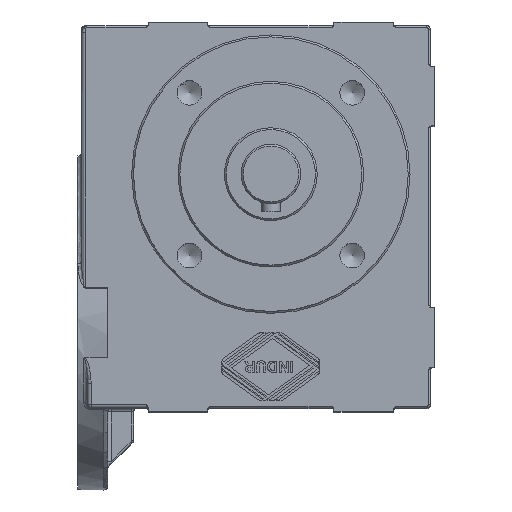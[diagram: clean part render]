
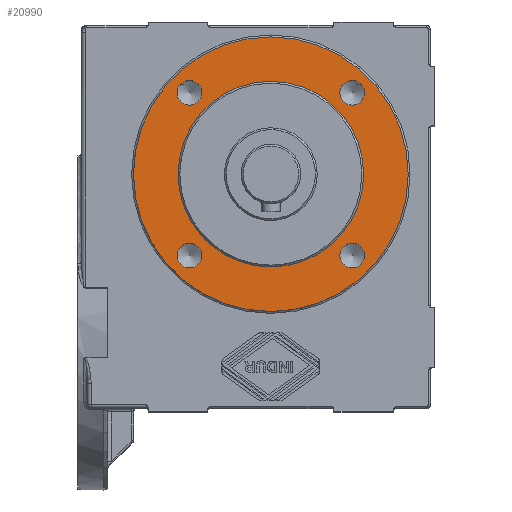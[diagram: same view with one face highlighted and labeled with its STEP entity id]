
A CAD part, top view. The second image highlights one B-rep face of the part: STEP entity #20990.
In plain terms, the highlighted planar face has unit normal (0, 0, 1).
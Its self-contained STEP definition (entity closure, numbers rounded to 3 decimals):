
#5614=CARTESIAN_POINT('',(52.0,3.,46.0));
#5615=VERTEX_POINT('',#5614);
#5616=CARTESIAN_POINT('',(52.0,40.,46.));
#5617=DIRECTION('',(0.0,0.0,1.0));
#5618=DIRECTION('',(0.0,-1.0,0.0));
#5619=AXIS2_PLACEMENT_3D('',#5616,#5617,#5618);
#5620=CIRCLE('',#5619,37.);
#5621=EDGE_CURVE('',#5615,#5615,#5620,.T.);
#11076=CARTESIAN_POINT('',(52.0,15.,46.));
#11077=VERTEX_POINT('',#11076);
#11078=CARTESIAN_POINT('',(52.0,40.,46.));
#11079=DIRECTION('',(0.0,0.0,1.0));
#11080=DIRECTION('',(0.0,-1.0,0.0));
#11081=AXIS2_PLACEMENT_3D('',#11078,#11079,#11080);
#11082=CIRCLE('',#11081,25.);
#11083=EDGE_CURVE('',#11077,#11077,#11082,.T.);
#20525=CARTESIAN_POINT('',(70.597,18.08,46.));
#20526=VERTEX_POINT('',#20525);
#20527=CARTESIAN_POINT('',(73.92,18.08,46.));
#20528=DIRECTION('',(0.0,0.0,-1.0));
#20529=DIRECTION('',(-1.0,0.0,0.0));
#20530=AXIS2_PLACEMENT_3D('',#20527,#20528,#20529);
#20531=CIRCLE('',#20530,3.324);
#20532=EDGE_CURVE('',#20526,#20526,#20531,.T.);
#20562=CARTESIAN_POINT('',(26.756,61.92,46.));
#20563=VERTEX_POINT('',#20562);
#20564=CARTESIAN_POINT('',(30.08,61.92,46.0));
#20565=DIRECTION('',(0.0,0.0,-1.0));
#20566=DIRECTION('',(-1.0,0.0,0.0));
#20567=AXIS2_PLACEMENT_3D('',#20564,#20565,#20566);
#20568=CIRCLE('',#20567,3.324);
#20569=EDGE_CURVE('',#20563,#20563,#20568,.T.);
#20599=CARTESIAN_POINT('',(26.756,18.08,46.));
#20600=VERTEX_POINT('',#20599);
#20601=CARTESIAN_POINT('',(30.08,18.08,46.));
#20602=DIRECTION('',(0.0,0.0,-1.0));
#20603=DIRECTION('',(-1.0,0.0,0.0));
#20604=AXIS2_PLACEMENT_3D('',#20601,#20602,#20603);
#20605=CIRCLE('',#20604,3.324);
#20606=EDGE_CURVE('',#20600,#20600,#20605,.T.);
#20636=CARTESIAN_POINT('',(70.597,61.92,46.));
#20637=VERTEX_POINT('',#20636);
#20638=CARTESIAN_POINT('',(73.92,61.92,46.0));
#20639=DIRECTION('',(0.0,0.0,-1.0));
#20640=DIRECTION('',(-1.0,0.0,0.0));
#20641=AXIS2_PLACEMENT_3D('',#20638,#20639,#20640);
#20642=CIRCLE('',#20641,3.324);
#20643=EDGE_CURVE('',#20637,#20637,#20642,.T.);
#20967=CARTESIAN_POINT('',(52.0,9.,46.));
#20968=DIRECTION('',(0.0,0.0,1.0));
#20969=DIRECTION('',(1.0,0.0,0.0));
#20970=AXIS2_PLACEMENT_3D('',#20967,#20968,#20969);
#20971=PLANE('',#20970);
#20972=ORIENTED_EDGE('',*,*,#5621,.T.);
#20973=EDGE_LOOP('',(#20972));
#20974=FACE_OUTER_BOUND('',#20973,.T.);
#20975=ORIENTED_EDGE('',*,*,#20532,.T.);
#20976=EDGE_LOOP('',(#20975));
#20977=FACE_BOUND('',#20976,.T.);
#20978=ORIENTED_EDGE('',*,*,#20569,.T.);
#20979=EDGE_LOOP('',(#20978));
#20980=FACE_BOUND('',#20979,.T.);
#20981=ORIENTED_EDGE('',*,*,#20606,.T.);
#20982=EDGE_LOOP('',(#20981));
#20983=FACE_BOUND('',#20982,.T.);
#20984=ORIENTED_EDGE('',*,*,#20643,.T.);
#20985=EDGE_LOOP('',(#20984));
#20986=FACE_BOUND('',#20985,.T.);
#20987=ORIENTED_EDGE('',*,*,#11083,.F.);
#20988=EDGE_LOOP('',(#20987));
#20989=FACE_BOUND('',#20988,.T.);
#20990=ADVANCED_FACE('',(#20974,#20977,#20980,#20983,#20986,#20989),#20971,.T.);
